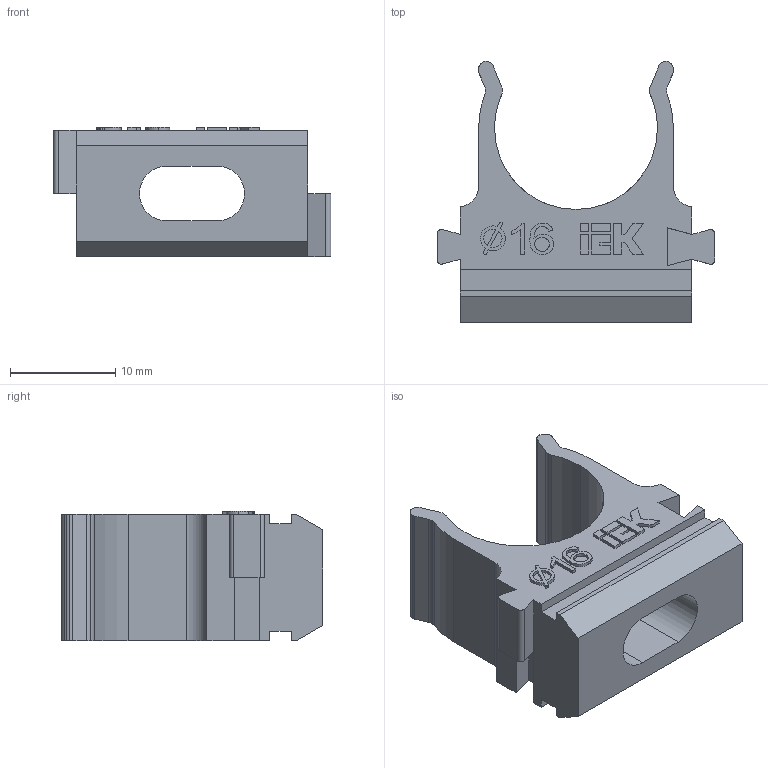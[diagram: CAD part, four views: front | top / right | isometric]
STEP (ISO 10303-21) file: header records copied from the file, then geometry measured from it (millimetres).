
FILE_DESCRIPTION (( 'STEP AP214' ), '1' );
FILE_NAME ('Äåðæàòåëü 16.STEP', '2016-05-20T11:31:38', ( '' ), ( '' ), 'SwSTEP 2.0', 'SolidWorks 2014', '' );
FILE_SCHEMA (( 'AUTOMOTIVE_DESIGN' ));
Length unit declared in the file: millimetre
Products named in the file (1): Äåðæàòåëü 16
Bounding box: 26.4 x 24.83 x 12.3 mm (x, y, z)
Volume: 2654.2 mm3; surface area: 2493.3 mm2
Topology: 1 solids, 1 shells, 155 faces, 419 edges, 278 vertices
Faces by surface type: plane 102, cylinder 37, bspline 16
Entity records: 5771 total; most frequent: CARTESIAN_POINT 1861, ORIENTED_EDGE 838, DIRECTION 743, EDGE_CURVE 419, VECTOR 311, LINE 311, VERTEX_POINT 278, AXIS2_PLACEMENT_3D 216
